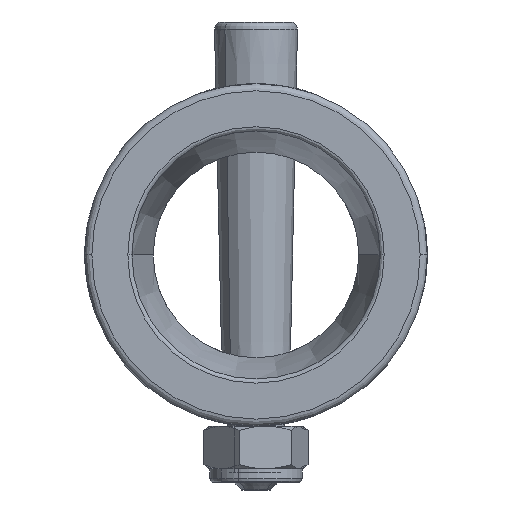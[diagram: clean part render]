
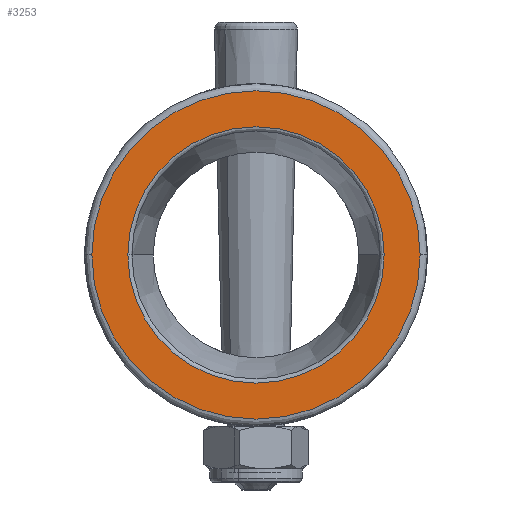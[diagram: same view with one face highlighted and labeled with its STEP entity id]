
A CAD part, front view. The second image highlights one B-rep face of the part: STEP entity #3253.
In plain terms, the highlighted face is planar.
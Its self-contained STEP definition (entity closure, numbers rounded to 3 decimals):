
#36 = CARTESIAN_POINT ( 'NONE',  ( 0., 18.076, 0. ) ) ;
#56 = AXIS2_PLACEMENT_3D ( 'NONE', #2310, #2947, #1543 ) ;
#338 = DIRECTION ( 'NONE',  ( 0., 1., 0. ) ) ;
#346 = EDGE_LOOP ( 'NONE', ( #2173, #2290 ) ) ;
#457 = VERTEX_POINT ( 'NONE', #2755 ) ;
#782 = VERTEX_POINT ( 'NONE', #2861 ) ;
#841 = FACE_OUTER_BOUND ( 'NONE', #999, .T. ) ;
#999 = EDGE_LOOP ( 'NONE', ( #4440, #2672 ) ) ;
#1016 = DIRECTION ( 'NONE',  ( 0., 1., 0. ) ) ;
#1032 = DIRECTION ( 'NONE',  ( 0., 0., -1. ) ) ;
#1065 = CIRCLE ( 'NONE', #2423, 23.15 ) ;
#1349 = DIRECTION ( 'NONE',  ( 0., 0., 1. ) ) ;
#1511 = AXIS2_PLACEMENT_3D ( 'NONE', #3734, #1349, #4463 ) ;
#1543 = DIRECTION ( 'NONE',  ( 0., 1., 0. ) ) ;
#1684 = CARTESIAN_POINT ( 'NONE',  ( 0., -18.076, 0. ) ) ;
#1710 = DIRECTION ( 'NONE',  ( 0., 0., 1. ) ) ;
#1825 = FACE_BOUND ( 'NONE', #346, .T. ) ;
#1858 = EDGE_CURVE ( 'NONE', #782, #457, #3185, .T. ) ;
#1954 = AXIS2_PLACEMENT_3D ( 'NONE', #2099, #3169, #3815 ) ;
#2099 = CARTESIAN_POINT ( 'NONE',  ( 0., 0., 0. ) ) ;
#2173 = ORIENTED_EDGE ( 'NONE', *, *, #3435, .T. ) ;
#2290 = ORIENTED_EDGE ( 'NONE', *, *, #3840, .T. ) ;
#2310 = CARTESIAN_POINT ( 'NONE',  ( 0., 24.15, 0. ) ) ;
#2423 = AXIS2_PLACEMENT_3D ( 'NONE', #3461, #1032, #1016 ) ;
#2460 = EDGE_CURVE ( 'NONE', #457, #782, #1065, .T. ) ;
#2672 = ORIENTED_EDGE ( 'NONE', *, *, #1858, .T. ) ;
#2754 = CIRCLE ( 'NONE', #3830, 18.076 ) ;
#2755 = CARTESIAN_POINT ( 'NONE',  ( 0., 23.15, 0. ) ) ;
#2861 = CARTESIAN_POINT ( 'NONE',  ( 0., -23.15, 0. ) ) ;
#2947 = DIRECTION ( 'NONE',  ( 0., 0., -1. ) ) ;
#3169 = DIRECTION ( 'NONE',  ( 0., 0., -1. ) ) ;
#3185 = CIRCLE ( 'NONE', #1954, 23.15 ) ;
#3253 = ADVANCED_FACE ( 'NONE', ( #1825, #841 ), #3314, .T. ) ;
#3314 = PLANE ( 'NONE',  #56 ) ;
#3406 = CIRCLE ( 'NONE', #1511, 18.076 ) ;
#3409 = VERTEX_POINT ( 'NONE', #36 ) ;
#3424 = VERTEX_POINT ( 'NONE', #1684 ) ;
#3435 = EDGE_CURVE ( 'NONE', #3409, #3424, #2754, .T. ) ;
#3461 = CARTESIAN_POINT ( 'NONE',  ( 0., 0., 0. ) ) ;
#3734 = CARTESIAN_POINT ( 'NONE',  ( 0., 0., 0. ) ) ;
#3815 = DIRECTION ( 'NONE',  ( 0., 1., 0. ) ) ;
#3830 = AXIS2_PLACEMENT_3D ( 'NONE', #4129, #1710, #338 ) ;
#3840 = EDGE_CURVE ( 'NONE', #3424, #3409, #3406, .T. ) ;
#4129 = CARTESIAN_POINT ( 'NONE',  ( 0., 0., 0. ) ) ;
#4440 = ORIENTED_EDGE ( 'NONE', *, *, #2460, .T. ) ;
#4463 = DIRECTION ( 'NONE',  ( 0., 1., 0. ) ) ;
